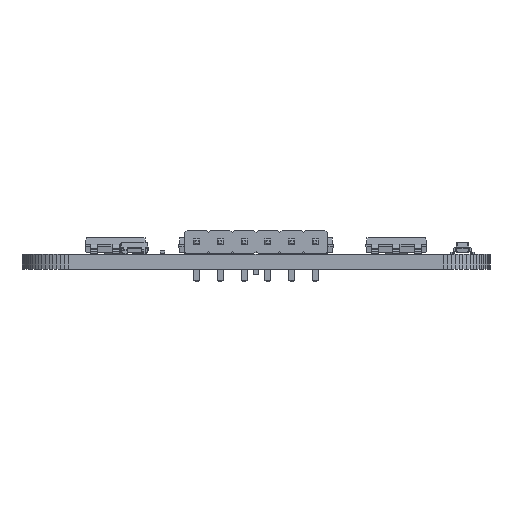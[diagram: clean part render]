
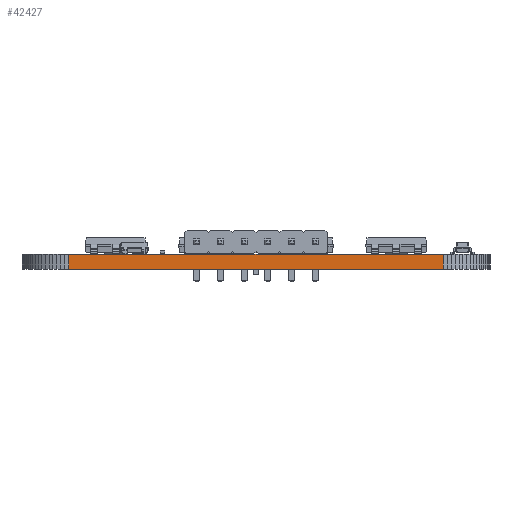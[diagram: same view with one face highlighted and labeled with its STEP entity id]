
A CAD part, front view. The second image highlights one B-rep face of the part: STEP entity #42427.
In plain terms, the highlighted planar face has unit normal (0, -1, 0).
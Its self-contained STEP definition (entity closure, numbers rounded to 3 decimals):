
#36236 = PLANE('',#36237);
#36237 = AXIS2_PLACEMENT_3D('',#36238,#36239,#36240);
#36238 = CARTESIAN_POINT('',(75.,-65.,1.6));
#36239 = DIRECTION('',(-0.,-0.,-1.));
#36240 = DIRECTION('',(-1.,0.,0.));
#36290 = PLANE('',#36291);
#36291 = AXIS2_PLACEMENT_3D('',#36292,#36293,#36294);
#36292 = CARTESIAN_POINT('',(75.,-65.,0.));
#36293 = DIRECTION('',(-0.,-0.,-1.));
#36294 = DIRECTION('',(-1.,0.,0.));
#37379 = VERTEX_POINT('',#37380);
#37380 = CARTESIAN_POINT('',(95.,-80.,0.));
#37394 = PLANE('',#37395);
#37395 = AXIS2_PLACEMENT_3D('',#37396,#37397,#37398);
#37396 = CARTESIAN_POINT('',(95.436,-79.981,0.));
#37397 = DIRECTION('',(0.044,-0.999,0.));
#37398 = DIRECTION('',(-0.999,-0.044,0.));
#37406 = EDGE_CURVE('',#37379,#37407,#37409,.T.);
#37407 = VERTEX_POINT('',#37408);
#37408 = CARTESIAN_POINT('',(55.,-80.,0.));
#37409 = SURFACE_CURVE('',#37410,(#37414,#37421),.PCURVE_S1.);
#37410 = LINE('',#37411,#37412);
#37411 = CARTESIAN_POINT('',(95.,-80.,0.));
#37412 = VECTOR('',#37413,1.);
#37413 = DIRECTION('',(-1.,0.,0.));
#37414 = PCURVE('',#36290,#37415);
#37415 = DEFINITIONAL_REPRESENTATION('',(#37416),#37420);
#37416 = LINE('',#37417,#37418);
#37417 = CARTESIAN_POINT('',(-20.,-15.));
#37418 = VECTOR('',#37419,1.);
#37419 = DIRECTION('',(1.,0.));
#37420 = ( GEOMETRIC_REPRESENTATION_CONTEXT(2) 
PARAMETRIC_REPRESENTATION_CONTEXT() REPRESENTATION_CONTEXT('2D SPACE',''
  ) );
#37421 = PCURVE('',#37422,#37427);
#37422 = PLANE('',#37423);
#37423 = AXIS2_PLACEMENT_3D('',#37424,#37425,#37426);
#37424 = CARTESIAN_POINT('',(95.,-80.,0.));
#37425 = DIRECTION('',(0.,-1.,0.));
#37426 = DIRECTION('',(-1.,0.,0.));
#37427 = DEFINITIONAL_REPRESENTATION('',(#37428),#37432);
#37428 = LINE('',#37429,#37430);
#37429 = CARTESIAN_POINT('',(0.,-0.));
#37430 = VECTOR('',#37431,1.);
#37431 = DIRECTION('',(1.,0.));
#37432 = ( GEOMETRIC_REPRESENTATION_CONTEXT(2) 
PARAMETRIC_REPRESENTATION_CONTEXT() REPRESENTATION_CONTEXT('2D SPACE',''
  ) );
#37450 = PLANE('',#37451);
#37451 = AXIS2_PLACEMENT_3D('',#37452,#37453,#37454);
#37452 = CARTESIAN_POINT('',(55.,-80.,0.));
#37453 = DIRECTION('',(-0.044,-0.999,0.));
#37454 = DIRECTION('',(-0.999,0.044,0.));
#39467 = VERTEX_POINT('',#39468);
#39468 = CARTESIAN_POINT('',(95.,-80.,1.6));
#39489 = EDGE_CURVE('',#39467,#39490,#39492,.T.);
#39490 = VERTEX_POINT('',#39491);
#39491 = CARTESIAN_POINT('',(55.,-80.,1.6));
#39492 = SURFACE_CURVE('',#39493,(#39497,#39504),.PCURVE_S1.);
#39493 = LINE('',#39494,#39495);
#39494 = CARTESIAN_POINT('',(95.,-80.,1.6));
#39495 = VECTOR('',#39496,1.);
#39496 = DIRECTION('',(-1.,0.,0.));
#39497 = PCURVE('',#36236,#39498);
#39498 = DEFINITIONAL_REPRESENTATION('',(#39499),#39503);
#39499 = LINE('',#39500,#39501);
#39500 = CARTESIAN_POINT('',(-20.,-15.));
#39501 = VECTOR('',#39502,1.);
#39502 = DIRECTION('',(1.,0.));
#39503 = ( GEOMETRIC_REPRESENTATION_CONTEXT(2) 
PARAMETRIC_REPRESENTATION_CONTEXT() REPRESENTATION_CONTEXT('2D SPACE',''
  ) );
#39504 = PCURVE('',#37422,#39505);
#39505 = DEFINITIONAL_REPRESENTATION('',(#39506),#39510);
#39506 = LINE('',#39507,#39508);
#39507 = CARTESIAN_POINT('',(0.,-1.6));
#39508 = VECTOR('',#39509,1.);
#39509 = DIRECTION('',(1.,0.));
#39510 = ( GEOMETRIC_REPRESENTATION_CONTEXT(2) 
PARAMETRIC_REPRESENTATION_CONTEXT() REPRESENTATION_CONTEXT('2D SPACE',''
  ) );
#42379 = EDGE_CURVE('',#37379,#39467,#42380,.T.);
#42380 = SURFACE_CURVE('',#42381,(#42385,#42392),.PCURVE_S1.);
#42381 = LINE('',#42382,#42383);
#42382 = CARTESIAN_POINT('',(95.,-80.,0.));
#42383 = VECTOR('',#42384,1.);
#42384 = DIRECTION('',(0.,0.,1.));
#42385 = PCURVE('',#37394,#42386);
#42386 = DEFINITIONAL_REPRESENTATION('',(#42387),#42391);
#42387 = LINE('',#42388,#42389);
#42388 = CARTESIAN_POINT('',(0.436,0.));
#42389 = VECTOR('',#42390,1.);
#42390 = DIRECTION('',(0.,-1.));
#42391 = ( GEOMETRIC_REPRESENTATION_CONTEXT(2) 
PARAMETRIC_REPRESENTATION_CONTEXT() REPRESENTATION_CONTEXT('2D SPACE',''
  ) );
#42392 = PCURVE('',#37422,#42393);
#42393 = DEFINITIONAL_REPRESENTATION('',(#42394),#42398);
#42394 = LINE('',#42395,#42396);
#42395 = CARTESIAN_POINT('',(0.,-0.));
#42396 = VECTOR('',#42397,1.);
#42397 = DIRECTION('',(0.,-1.));
#42398 = ( GEOMETRIC_REPRESENTATION_CONTEXT(2) 
PARAMETRIC_REPRESENTATION_CONTEXT() REPRESENTATION_CONTEXT('2D SPACE',''
  ) );
#42427 = ADVANCED_FACE('',(#42428),#37422,.T.);
#42428 = FACE_BOUND('',#42429,.T.);
#42429 = EDGE_LOOP('',(#42430,#42431,#42432,#42453));
#42430 = ORIENTED_EDGE('',*,*,#42379,.T.);
#42431 = ORIENTED_EDGE('',*,*,#39489,.T.);
#42432 = ORIENTED_EDGE('',*,*,#42433,.F.);
#42433 = EDGE_CURVE('',#37407,#39490,#42434,.T.);
#42434 = SURFACE_CURVE('',#42435,(#42439,#42446),.PCURVE_S1.);
#42435 = LINE('',#42436,#42437);
#42436 = CARTESIAN_POINT('',(55.,-80.,0.));
#42437 = VECTOR('',#42438,1.);
#42438 = DIRECTION('',(0.,0.,1.));
#42439 = PCURVE('',#37422,#42440);
#42440 = DEFINITIONAL_REPRESENTATION('',(#42441),#42445);
#42441 = LINE('',#42442,#42443);
#42442 = CARTESIAN_POINT('',(40.,0.));
#42443 = VECTOR('',#42444,1.);
#42444 = DIRECTION('',(0.,-1.));
#42445 = ( GEOMETRIC_REPRESENTATION_CONTEXT(2) 
PARAMETRIC_REPRESENTATION_CONTEXT() REPRESENTATION_CONTEXT('2D SPACE',''
  ) );
#42446 = PCURVE('',#37450,#42447);
#42447 = DEFINITIONAL_REPRESENTATION('',(#42448),#42452);
#42448 = LINE('',#42449,#42450);
#42449 = CARTESIAN_POINT('',(0.,0.));
#42450 = VECTOR('',#42451,1.);
#42451 = DIRECTION('',(0.,-1.));
#42452 = ( GEOMETRIC_REPRESENTATION_CONTEXT(2) 
PARAMETRIC_REPRESENTATION_CONTEXT() REPRESENTATION_CONTEXT('2D SPACE',''
  ) );
#42453 = ORIENTED_EDGE('',*,*,#37406,.F.);
